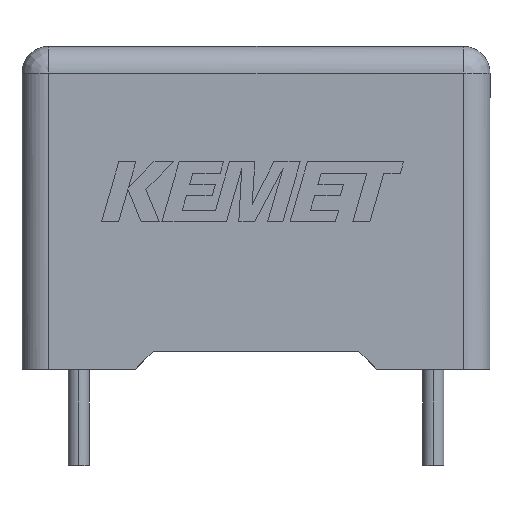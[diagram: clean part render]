
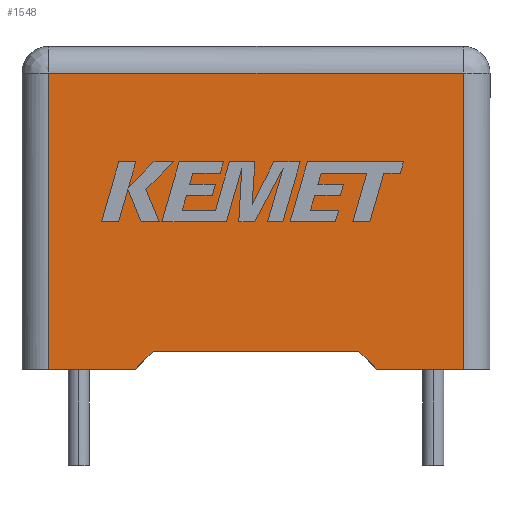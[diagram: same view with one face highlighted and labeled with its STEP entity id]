
A CAD part, top view. The second image highlights one B-rep face of the part: STEP entity #1548.
In plain terms, the highlighted planar face has unit normal (0, 0, 1).
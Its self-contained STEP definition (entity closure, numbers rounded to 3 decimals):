
#77=B_SPLINE_CURVE_WITH_KNOTS('',1,(#4372,#4373),.UNSPECIFIED.,.F.,.F.,
(2,2),(0.,8.35),.UNSPECIFIED.);
#78=B_SPLINE_CURVE_WITH_KNOTS('',1,(#4374,#4375),.UNSPECIFIED.,.F.,.F.,
(2,2),(0.,11.7),.UNSPECIFIED.);
#79=B_SPLINE_CURVE_WITH_KNOTS('',1,(#4376,#4377),.UNSPECIFIED.,.F.,.F.,
(2,2),(0.,8.35),.UNSPECIFIED.);
#80=B_SPLINE_CURVE_WITH_KNOTS('',1,(#4378,#4379),.UNSPECIFIED.,.F.,.F.,
(2,2),(-2.45,0.),.UNSPECIFIED.);
#81=B_SPLINE_CURVE_WITH_KNOTS('',1,(#4380,#4381),.UNSPECIFIED.,.F.,.F.,
(2,2),(-0.707,0.),.UNSPECIFIED.);
#82=B_SPLINE_CURVE_WITH_KNOTS('',1,(#4382,#4383),.UNSPECIFIED.,.F.,.F.,
(2,2),(0.,5.8),.UNSPECIFIED.);
#83=B_SPLINE_CURVE_WITH_KNOTS('',1,(#4384,#4385),.UNSPECIFIED.,.F.,.F.,
(2,2),(-0.707,0.),.UNSPECIFIED.);
#84=B_SPLINE_CURVE_WITH_KNOTS('',1,(#4386,#4387),.UNSPECIFIED.,.F.,.F.,
(2,2),(-2.45,0.),.UNSPECIFIED.);
#430=PLANE('',#3343);
#1548=ADVANCED_FACE('',(#1641),#430,.T.);
#1641=FACE_OUTER_BOUND('',#1734,.T.);
#1734=EDGE_LOOP('',(#1930,#1931,#1932,#1933,#1934,#1935,#1936,#1937));
#1930=ORIENTED_EDGE('',*,*,#2404,.T.);
#1931=ORIENTED_EDGE('',*,*,#2405,.T.);
#1932=ORIENTED_EDGE('',*,*,#2406,.T.);
#1933=ORIENTED_EDGE('',*,*,#2407,.T.);
#1934=ORIENTED_EDGE('',*,*,#2408,.T.);
#1935=ORIENTED_EDGE('',*,*,#2409,.T.);
#1936=ORIENTED_EDGE('',*,*,#2410,.T.);
#1937=ORIENTED_EDGE('',*,*,#2411,.T.);
#2404=EDGE_CURVE('',#2950,#2951,#77,.T.);
#2405=EDGE_CURVE('',#2951,#2952,#78,.T.);
#2406=EDGE_CURVE('',#2952,#2953,#79,.T.);
#2407=EDGE_CURVE('',#2953,#2954,#80,.T.);
#2408=EDGE_CURVE('',#2954,#2955,#81,.T.);
#2409=EDGE_CURVE('',#2955,#2956,#82,.T.);
#2410=EDGE_CURVE('',#2956,#2957,#83,.T.);
#2411=EDGE_CURVE('',#2957,#2950,#84,.T.);
#2950=VERTEX_POINT('',#4364);
#2951=VERTEX_POINT('',#4365);
#2952=VERTEX_POINT('',#4366);
#2953=VERTEX_POINT('',#4367);
#2954=VERTEX_POINT('',#4368);
#2955=VERTEX_POINT('',#4369);
#2956=VERTEX_POINT('',#4370);
#2957=VERTEX_POINT('',#4371);
#3343=AXIS2_PLACEMENT_3D('',#4363,#3423,$);
#3423=DIRECTION('',(0.,0.,1.));
#4363=CARTESIAN_POINT('',(-7.024,-0.744,4.2));
#4364=CARTESIAN_POINT('',(5.848,0.092,4.2));
#4365=CARTESIAN_POINT('',(5.848,8.442,4.2));
#4366=CARTESIAN_POINT('',(-5.852,8.442,4.2));
#4367=CARTESIAN_POINT('',(-5.852,0.092,4.2));
#4368=CARTESIAN_POINT('',(-3.402,0.092,4.2));
#4369=CARTESIAN_POINT('',(-2.902,0.592,4.2));
#4370=CARTESIAN_POINT('',(2.898,0.592,4.2));
#4371=CARTESIAN_POINT('',(3.398,0.092,4.2));
#4372=CARTESIAN_POINT('',(5.848,0.092,4.2));
#4373=CARTESIAN_POINT('',(5.848,8.442,4.2));
#4374=CARTESIAN_POINT('',(5.848,8.442,4.2));
#4375=CARTESIAN_POINT('',(-5.852,8.442,4.2));
#4376=CARTESIAN_POINT('',(-5.852,8.442,4.2));
#4377=CARTESIAN_POINT('',(-5.852,0.092,4.2));
#4378=CARTESIAN_POINT('',(-5.852,0.092,4.2));
#4379=CARTESIAN_POINT('',(-3.402,0.092,4.2));
#4380=CARTESIAN_POINT('',(-3.402,0.092,4.2));
#4381=CARTESIAN_POINT('',(-2.902,0.592,4.2));
#4382=CARTESIAN_POINT('',(-2.902,0.592,4.2));
#4383=CARTESIAN_POINT('',(2.898,0.592,4.2));
#4384=CARTESIAN_POINT('',(2.898,0.592,4.2));
#4385=CARTESIAN_POINT('',(3.398,0.092,4.2));
#4386=CARTESIAN_POINT('',(3.398,0.092,4.2));
#4387=CARTESIAN_POINT('',(5.848,0.092,4.2));
